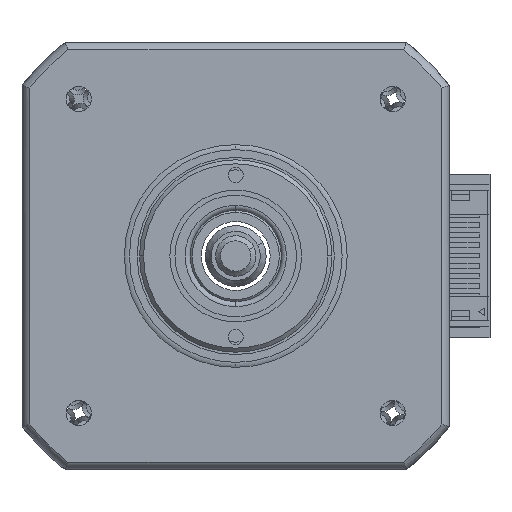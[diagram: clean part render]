
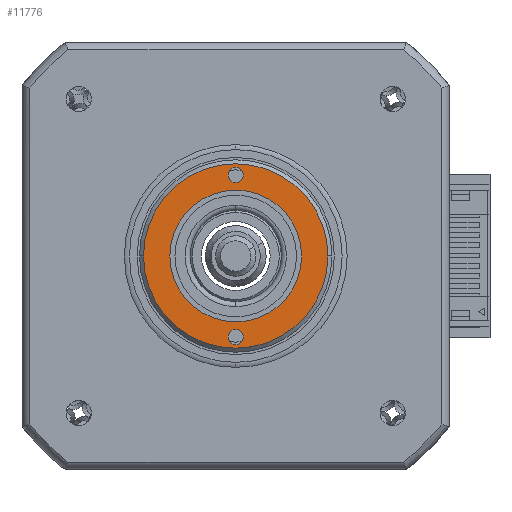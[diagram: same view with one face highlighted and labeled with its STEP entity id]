
A CAD part, left-side view. The second image highlights one B-rep face of the part: STEP entity #11776.
In plain terms, the highlighted planar face has unit normal (-1, 0, 0).
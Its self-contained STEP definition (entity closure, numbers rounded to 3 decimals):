
#214 = DIRECTION ( 'NONE',  ( 1., 0., 0. ) ) ;
#216 = CARTESIAN_POINT ( 'NONE',  ( -33.923, 3.722, 40.3 ) ) ;
#313 = VERTEX_POINT ( 'NONE', #216 ) ;
#326 = DIRECTION ( 'NONE',  ( -1., 0., 0. ) ) ;
#423 = CARTESIAN_POINT ( 'NONE',  ( -33.923, 4.472, 40.3 ) ) ;
#447 = EDGE_LOOP ( 'NONE', ( #7791, #11818 ) ) ;
#470 = CIRCLE ( 'NONE', #11189, 0.75 ) ;
#575 = AXIS2_PLACEMENT_3D ( 'NONE', #6030, #326, #6994 ) ;
#651 = CARTESIAN_POINT ( 'NONE',  ( -33.923, 10.972, 48.3 ) ) ;
#745 = EDGE_CURVE ( 'NONE', #4678, #5566, #12324, .T. ) ;
#961 = ORIENTED_EDGE ( 'NONE', *, *, #10157, .T. ) ;
#984 = CIRCLE ( 'NONE', #3983, 0.75 ) ;
#1387 = DIRECTION ( 'NONE',  ( 0., -1., 0. ) ) ;
#2051 = CIRCLE ( 'NONE', #575, 9.1 ) ;
#2330 = VERTEX_POINT ( 'NONE', #3151 ) ;
#2487 = EDGE_LOOP ( 'NONE', ( #6942, #3329 ) ) ;
#2884 = DIRECTION ( 'NONE',  ( -1., 0., 0. ) ) ;
#3151 = CARTESIAN_POINT ( 'NONE',  ( -33.923, 5.222, 56.3 ) ) ;
#3218 = DIRECTION ( 'NONE',  ( -1., 0., 0. ) ) ;
#3329 = ORIENTED_EDGE ( 'NONE', *, *, #5858, .F. ) ;
#3410 = VERTEX_POINT ( 'NONE', #9692 ) ;
#3983 = AXIS2_PLACEMENT_3D ( 'NONE', #8845, #3218, #9800 ) ;
#4064 = CARTESIAN_POINT ( 'NONE',  ( -33.923, 4.472, 48.3 ) ) ;
#4147 = FACE_BOUND ( 'NONE', #9703, .T. ) ;
#4288 = ORIENTED_EDGE ( 'NONE', *, *, #12310, .F. ) ;
#4678 = VERTEX_POINT ( 'NONE', #651 ) ;
#5133 = CARTESIAN_POINT ( 'NONE',  ( -33.923, 4.472, 48.3 ) ) ;
#5386 = EDGE_CURVE ( 'NONE', #5566, #4678, #10992, .T. ) ;
#5545 = CARTESIAN_POINT ( 'NONE',  ( -33.923, 4.472, 48.3 ) ) ;
#5566 = VERTEX_POINT ( 'NONE', #8136 ) ;
#5604 = CARTESIAN_POINT ( 'NONE',  ( -33.923, 4.472, 56.3 ) ) ;
#5858 = EDGE_CURVE ( 'NONE', #3410, #313, #10891, .T. ) ;
#6030 = CARTESIAN_POINT ( 'NONE',  ( -33.923, 4.472, 48.3 ) ) ;
#6051 = DIRECTION ( 'NONE',  ( 0., 1., 0. ) ) ;
#6327 = CIRCLE ( 'NONE', #8560, 9.1 ) ;
#6490 = DIRECTION ( 'NONE',  ( 0., 1., 0. ) ) ;
#6492 = EDGE_CURVE ( 'NONE', #313, #3410, #470, .T. ) ;
#6538 = DIRECTION ( 'NONE',  ( 0., -1., 0. ) ) ;
#6875 = DIRECTION ( 'NONE',  ( 0., 1., 0. ) ) ;
#6942 = ORIENTED_EDGE ( 'NONE', *, *, #6492, .F. ) ;
#6994 = DIRECTION ( 'NONE',  ( 0., 1., 0. ) ) ;
#7082 = DIRECTION ( 'NONE',  ( -1., 0., 0. ) ) ;
#7108 = CARTESIAN_POINT ( 'NONE',  ( -33.923, 4.472, 48.3 ) ) ;
#7171 = AXIS2_PLACEMENT_3D ( 'NONE', #7108, #7932, #7760 ) ;
#7174 = CARTESIAN_POINT ( 'NONE',  ( -33.923, 3.722, 56.3 ) ) ;
#7633 = AXIS2_PLACEMENT_3D ( 'NONE', #5604, #12250, #6538 ) ;
#7720 = PLANE ( 'NONE',  #8045 ) ;
#7760 = DIRECTION ( 'NONE',  ( 0., 1., 0. ) ) ;
#7791 = ORIENTED_EDGE ( 'NONE', *, *, #5386, .T. ) ;
#7904 = AXIS2_PLACEMENT_3D ( 'NONE', #5545, #12190, #6490 ) ;
#7932 = DIRECTION ( 'NONE',  ( 1., 0., 0. ) ) ;
#8045 = AXIS2_PLACEMENT_3D ( 'NONE', #4064, #214, #6875 ) ;
#8048 = ORIENTED_EDGE ( 'NONE', *, *, #11590, .F. ) ;
#8136 = CARTESIAN_POINT ( 'NONE',  ( -33.923, -2.028, 48.3 ) ) ;
#8534 = FACE_BOUND ( 'NONE', #2487, .T. ) ;
#8536 = CARTESIAN_POINT ( 'NONE',  ( -33.923, 4.472, 40.3 ) ) ;
#8560 = AXIS2_PLACEMENT_3D ( 'NONE', #5133, #11754, #6051 ) ;
#8845 = CARTESIAN_POINT ( 'NONE',  ( -33.923, 4.472, 56.3 ) ) ;
#9105 = EDGE_LOOP ( 'NONE', ( #12225, #961 ) ) ;
#9275 = VERTEX_POINT ( 'NONE', #11677 ) ;
#9451 = CARTESIAN_POINT ( 'NONE',  ( -33.923, -4.628, 48.3 ) ) ;
#9484 = DIRECTION ( 'NONE',  ( 0., -1., 0. ) ) ;
#9659 = VERTEX_POINT ( 'NONE', #9451 ) ;
#9692 = CARTESIAN_POINT ( 'NONE',  ( -33.923, 5.222, 40.3 ) ) ;
#9703 = EDGE_LOOP ( 'NONE', ( #8048, #4288 ) ) ;
#9800 = DIRECTION ( 'NONE',  ( 0., -1., 0. ) ) ;
#10157 = EDGE_CURVE ( 'NONE', #9659, #9275, #2051, .T. ) ;
#10761 = VERTEX_POINT ( 'NONE', #7174 ) ;
#10891 = CIRCLE ( 'NONE', #12061, 0.75 ) ;
#10924 = CIRCLE ( 'NONE', #7633, 0.75 ) ;
#10992 = CIRCLE ( 'NONE', #7904, 6.5 ) ;
#11065 = FACE_OUTER_BOUND ( 'NONE', #9105, .T. ) ;
#11189 = AXIS2_PLACEMENT_3D ( 'NONE', #423, #7082, #1387 ) ;
#11336 = EDGE_CURVE ( 'NONE', #9275, #9659, #6327, .T. ) ;
#11359 = FACE_BOUND ( 'NONE', #447, .T. ) ;
#11590 = EDGE_CURVE ( 'NONE', #10761, #2330, #10924, .T. ) ;
#11677 = CARTESIAN_POINT ( 'NONE',  ( -33.923, 13.572, 48.3 ) ) ;
#11754 = DIRECTION ( 'NONE',  ( -1., 0., 0. ) ) ;
#11776 = ADVANCED_FACE ( 'NONE', ( #11065, #8534, #4147, #11359 ), #7720, .F. ) ;
#11818 = ORIENTED_EDGE ( 'NONE', *, *, #745, .T. ) ;
#12061 = AXIS2_PLACEMENT_3D ( 'NONE', #8536, #2884, #9484 ) ;
#12190 = DIRECTION ( 'NONE',  ( 1., 0., 0. ) ) ;
#12225 = ORIENTED_EDGE ( 'NONE', *, *, #11336, .T. ) ;
#12250 = DIRECTION ( 'NONE',  ( -1., 0., 0. ) ) ;
#12310 = EDGE_CURVE ( 'NONE', #2330, #10761, #984, .T. ) ;
#12324 = CIRCLE ( 'NONE', #7171, 6.5 ) ;
